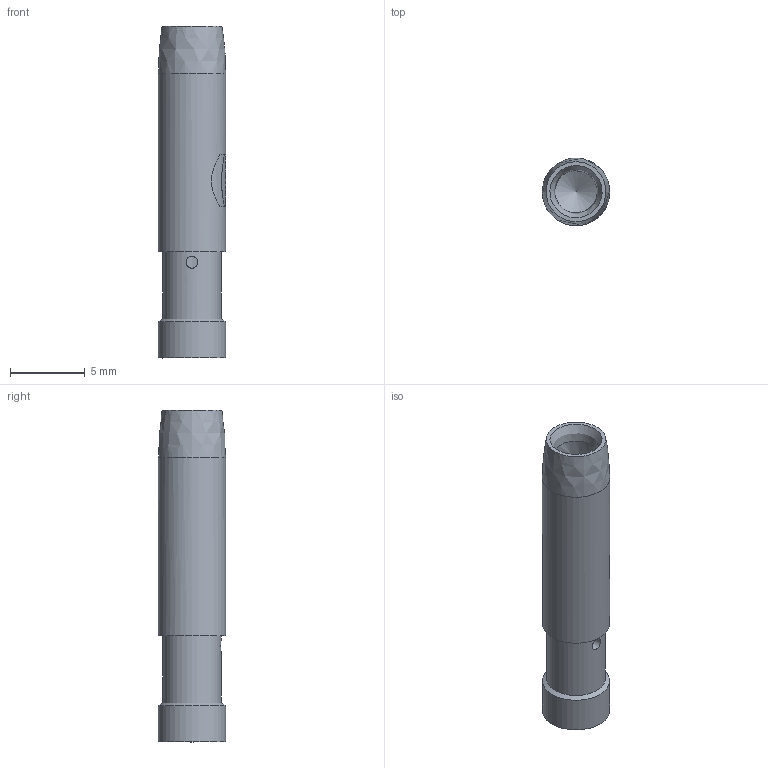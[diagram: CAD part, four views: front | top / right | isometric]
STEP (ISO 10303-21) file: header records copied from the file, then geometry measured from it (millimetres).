
FILE_DESCRIPTION(/* description */ (''),/* implementation_level */ '2;1');
FILE_NAME(/* name */ '100554111ugm000_b.stp',/* time_stamp */ '2017-09-28T17:15:03+02:00',/* author */ (''),/* organization */ (''),/* preprocessor_version */ 'ST-DEVELOPER v16',/* originating_system */ 'SIEMENS PLM Software NX 10.0',/* authorisation */ '');
FILE_SCHEMA (('AUTOMOTIVE_DESIGN { 1 0 10303 214 3 1 1 1 }'));
Length unit declared in the file: millimetre
Products named in the file (1): 100554111ugm000_b
Bounding box: 4.5 x 4.5 x 22.2 mm (x, y, z)
Volume: 200.6 mm3; surface area: 505.3 mm2
Topology: 1 solids, 1 shells, 117 faces, 294 edges, 197 vertices
Faces by surface type: plane 77, cylinder 31, cone 4, bspline 3, extrusion 2
Full cylindrical faces by diameter (mm): 0.385 x1, 0.455 x1, 0.8 x1, 2.85 x1, 3.05 x1, 3.9 x1, 4.5 x2
Entity records: 4835 total; most frequent: CARTESIAN_POINT 1360, DIRECTION 569, ORIENTED_EDGE 544, EDGE_CURVE 272, AXIS2_PLACEMENT_3D 209, VERTEX_POINT 190, VECTOR 151, EDGE_LOOP 150
